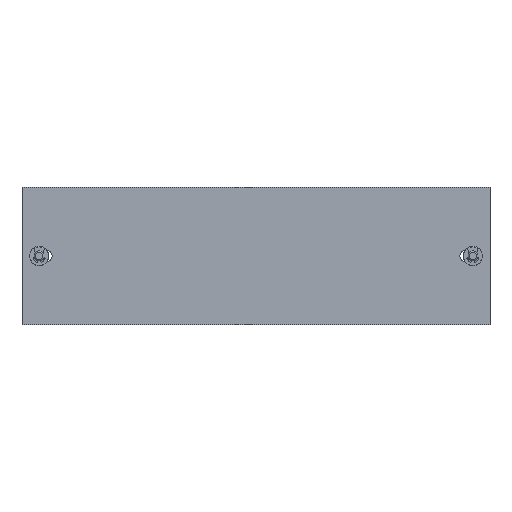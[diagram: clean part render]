
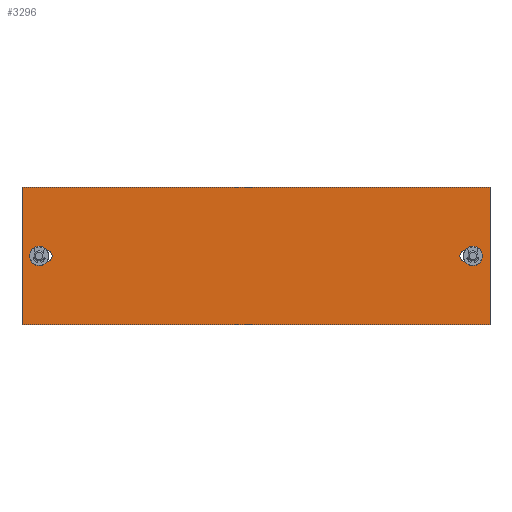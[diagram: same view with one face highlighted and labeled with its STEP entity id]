
A CAD part, top view. The second image highlights one B-rep face of the part: STEP entity #3296.
In plain terms, the highlighted planar face has unit normal (0, 0, 1).
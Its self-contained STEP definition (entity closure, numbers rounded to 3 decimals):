
#63=DIRECTION('',(1.,0.,0.));
#64=VECTOR('',#63,170.7);
#65=CARTESIAN_POINT('',(-85.35,-25.,2.));
#66=LINE('',#65,#64);
#67=DIRECTION('',(0.,-1.,0.));
#68=VECTOR('',#67,50.);
#69=CARTESIAN_POINT('',(-85.35,25.,2.));
#70=LINE('',#69,#68);
#71=DIRECTION('',(-1.,0.,0.));
#72=VECTOR('',#71,170.7);
#73=CARTESIAN_POINT('',(85.35,25.,2.));
#74=LINE('',#73,#72);
#75=DIRECTION('',(0.,1.,0.));
#76=VECTOR('',#75,50.);
#77=CARTESIAN_POINT('',(85.35,-25.,2.));
#78=LINE('',#77,#76);
#79=CARTESIAN_POINT('',(-79.1,0.,2.));
#80=DIRECTION('',(0.,0.,1.));
#81=DIRECTION('',(0.821,0.57,0.));
#82=AXIS2_PLACEMENT_3D('',#79,#80,#81);
#84=CARTESIAN_POINT('',(-79.1,0.,2.));
#85=DIRECTION('',(0.,0.,1.));
#86=DIRECTION('',(-1.,0.,0.));
#87=AXIS2_PLACEMENT_3D('',#84,#85,#86);
#89=CARTESIAN_POINT('',(-76.35,0.,2.));
#90=DIRECTION('',(0.,0.,1.));
#91=DIRECTION('',(0.062,-0.998,0.));
#92=AXIS2_PLACEMENT_3D('',#89,#90,#91);
#94=CARTESIAN_POINT('',(79.1,0.,2.));
#95=DIRECTION('',(0.,0.,1.));
#96=DIRECTION('',(1.,0.,0.));
#97=AXIS2_PLACEMENT_3D('',#94,#95,#96);
#99=CARTESIAN_POINT('',(76.35,0.,2.));
#100=DIRECTION('',(0.,0.,1.));
#101=DIRECTION('',(-0.062,0.998,0.));
#102=AXIS2_PLACEMENT_3D('',#99,#100,#101);
#104=CARTESIAN_POINT('',(79.1,0.,2.));
#105=DIRECTION('',(0.,0.,1.));
#106=DIRECTION('',(-0.821,-0.57,0.));
#107=AXIS2_PLACEMENT_3D('',#104,#105,#106);
#2693=CARTESIAN_POINT('',(-85.35,-25.,2.));
#2694=CARTESIAN_POINT('',(85.35,-25.,2.));
#2695=VERTEX_POINT('',#2693);
#2696=VERTEX_POINT('',#2694);
#2697=CARTESIAN_POINT('',(85.35,25.,2.));
#2698=VERTEX_POINT('',#2697);
#2699=CARTESIAN_POINT('',(-85.35,25.,2.));
#2700=VERTEX_POINT('',#2699);
#2711=CARTESIAN_POINT('',(-76.225,1.996,2.));
#2712=CARTESIAN_POINT('',(-82.6,0.,2.));
#2713=VERTEX_POINT('',#2711);
#2714=VERTEX_POINT('',#2712);
#2715=CARTESIAN_POINT('',(-76.225,-1.996,2.));
#2716=VERTEX_POINT('',#2715);
#2763=CARTESIAN_POINT('',(82.6,0.,2.));
#2764=CARTESIAN_POINT('',(76.225,1.996,2.));
#2765=VERTEX_POINT('',#2763);
#2766=VERTEX_POINT('',#2764);
#2767=CARTESIAN_POINT('',(76.225,-1.996,2.));
#2768=VERTEX_POINT('',#2767);
#3269=CARTESIAN_POINT('',(0.,0.,2.));
#3270=DIRECTION('',(0.,0.,1.));
#3271=DIRECTION('',(1.,0.,0.));
#3272=AXIS2_PLACEMENT_3D('',#3269,#3270,#3271);
#3273=PLANE('',#3272);
#3274=ORIENTED_EDGE('',*,*,#3221,.F.);
#3275=ORIENTED_EDGE('',*,*,#3236,.F.);
#3276=ORIENTED_EDGE('',*,*,#3250,.F.);
#3277=ORIENTED_EDGE('',*,*,#3263,.F.);
#3278=EDGE_LOOP('',(#3274,#3275,#3276,#3277));
#3279=FACE_OUTER_BOUND('',#3278,.F.);
#3281=ORIENTED_EDGE('',*,*,#3280,.T.);
#3283=ORIENTED_EDGE('',*,*,#3282,.T.);
#3285=ORIENTED_EDGE('',*,*,#3284,.T.);
#3286=EDGE_LOOP('',(#3281,#3283,#3285));
#3287=FACE_BOUND('',#3286,.F.);
#3289=ORIENTED_EDGE('',*,*,#3288,.T.);
#3291=ORIENTED_EDGE('',*,*,#3290,.T.);
#3293=ORIENTED_EDGE('',*,*,#3292,.T.);
#3294=EDGE_LOOP('',(#3289,#3291,#3293));
#3295=FACE_BOUND('',#3294,.F.);
#3296=ADVANCED_FACE('',(#3279,#3287,#3295),#3273,.T.);
#83=CIRCLE('',#82,3.5);
#88=CIRCLE('',#87,3.5);
#93=CIRCLE('',#92,2.);
#98=CIRCLE('',#97,3.5);
#103=CIRCLE('',#102,2.);
#108=CIRCLE('',#107,3.5);
#3221=EDGE_CURVE('',#2695,#2696,#66,.T.);
#3236=EDGE_CURVE('',#2700,#2695,#70,.T.);
#3250=EDGE_CURVE('',#2698,#2700,#74,.T.);
#3263=EDGE_CURVE('',#2696,#2698,#78,.T.);
#3280=EDGE_CURVE('',#2713,#2714,#83,.T.);
#3282=EDGE_CURVE('',#2714,#2716,#88,.T.);
#3284=EDGE_CURVE('',#2716,#2713,#93,.T.);
#3288=EDGE_CURVE('',#2765,#2766,#98,.T.);
#3290=EDGE_CURVE('',#2766,#2768,#103,.T.);
#3292=EDGE_CURVE('',#2768,#2765,#108,.T.);
